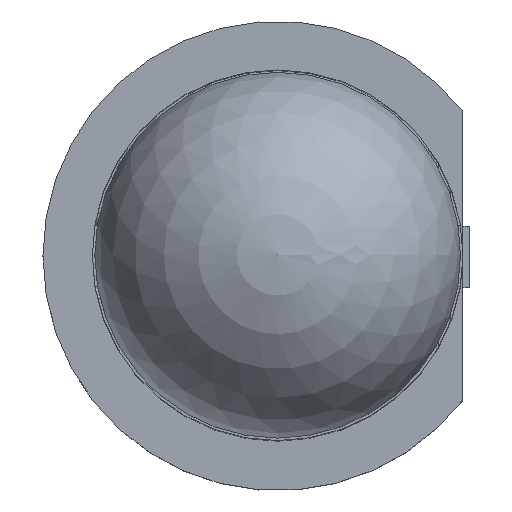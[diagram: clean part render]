
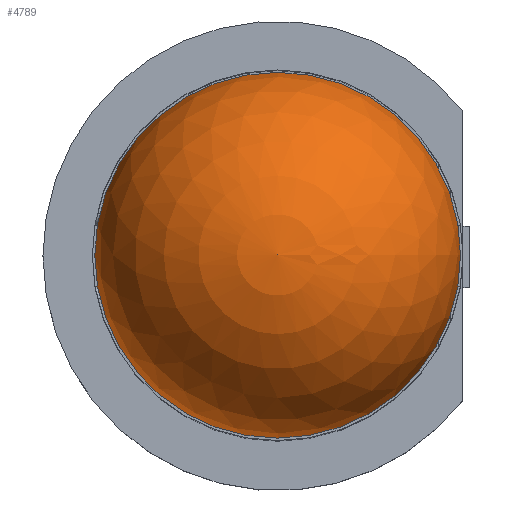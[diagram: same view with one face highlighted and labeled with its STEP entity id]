
A CAD part, top view. The second image highlights one B-rep face of the part: STEP entity #4789.
In plain terms, the highlighted spherical face has radius 1.5 mm.
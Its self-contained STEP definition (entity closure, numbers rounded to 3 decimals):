
#4789 = ADVANCED_FACE('',(#4790),#4805,.T.);
#4790 = FACE_BOUND('',#4791,.T.);
#4791 = EDGE_LOOP('',(#4792,#4823,#4850));
#4792 = ORIENTED_EDGE('',*,*,#4793,.F.);
#4793 = EDGE_CURVE('',#4794,#4796,#4798,.T.);
#4794 = VERTEX_POINT('',#4795);
#4795 = CARTESIAN_POINT('',(1.5,0.,0.));
#4796 = VERTEX_POINT('',#4797);
#4797 = CARTESIAN_POINT('',(0.,0.,1.5)
  );
#4798 = SEAM_CURVE('',#4799,(#4804,#4816),.PCURVE_S1.);
#4799 = CIRCLE('',#4800,1.5);
#4800 = AXIS2_PLACEMENT_3D('',#4801,#4802,#4803);
#4801 = CARTESIAN_POINT('',(0.,0.,0.));
#4802 = DIRECTION('',(0.,-1.,0.));
#4803 = DIRECTION('',(1.,0.,0.));
#4804 = PCURVE('',#4805,#4810);
#4805 = SPHERICAL_SURFACE('',#4806,1.5);
#4806 = AXIS2_PLACEMENT_3D('',#4807,#4808,#4809);
#4807 = CARTESIAN_POINT('',(0.,0.,0.));
#4808 = DIRECTION('',(0.,0.,1.));
#4809 = DIRECTION('',(1.,0.,-0.));
#4810 = DEFINITIONAL_REPRESENTATION('',(#4811),#4815);
#4811 = LINE('',#4812,#4813);
#4812 = CARTESIAN_POINT('',(0.,0.));
#4813 = VECTOR('',#4814,1.);
#4814 = DIRECTION('',(0.,1.));
#4815 = ( GEOMETRIC_REPRESENTATION_CONTEXT(2) 
PARAMETRIC_REPRESENTATION_CONTEXT() REPRESENTATION_CONTEXT('2D SPACE',''
  ) );
#4816 = PCURVE('',#4805,#4817);
#4817 = DEFINITIONAL_REPRESENTATION('',(#4818),#4822);
#4818 = LINE('',#4819,#4820);
#4819 = CARTESIAN_POINT('',(6.283,0.));
#4820 = VECTOR('',#4821,1.);
#4821 = DIRECTION('',(0.,1.));
#4822 = ( GEOMETRIC_REPRESENTATION_CONTEXT(2) 
PARAMETRIC_REPRESENTATION_CONTEXT() REPRESENTATION_CONTEXT('2D SPACE',''
  ) );
#4823 = ORIENTED_EDGE('',*,*,#4824,.T.);
#4824 = EDGE_CURVE('',#4794,#4794,#4825,.T.);
#4825 = SURFACE_CURVE('',#4826,(#4831,#4838),.PCURVE_S1.);
#4826 = CIRCLE('',#4827,1.5);
#4827 = AXIS2_PLACEMENT_3D('',#4828,#4829,#4830);
#4828 = CARTESIAN_POINT('',(0.,0.,0.));
#4829 = DIRECTION('',(0.,0.,1.));
#4830 = DIRECTION('',(1.,0.,-0.));
#4831 = PCURVE('',#4805,#4832);
#4832 = DEFINITIONAL_REPRESENTATION('',(#4833),#4837);
#4833 = LINE('',#4834,#4835);
#4834 = CARTESIAN_POINT('',(0.,0.));
#4835 = VECTOR('',#4836,1.);
#4836 = DIRECTION('',(1.,0.));
#4837 = ( GEOMETRIC_REPRESENTATION_CONTEXT(2) 
PARAMETRIC_REPRESENTATION_CONTEXT() REPRESENTATION_CONTEXT('2D SPACE',''
  ) );
#4838 = PCURVE('',#4839,#4844);
#4839 = PLANE('',#4840);
#4840 = AXIS2_PLACEMENT_3D('',#4841,#4842,#4843);
#4841 = CARTESIAN_POINT('',(0.,0.,0.));
#4842 = DIRECTION('',(0.,0.,1.));
#4843 = DIRECTION('',(1.,0.,-0.));
#4844 = DEFINITIONAL_REPRESENTATION('',(#4845),#4849);
#4845 = CIRCLE('',#4846,1.5);
#4846 = AXIS2_PLACEMENT_2D('',#4847,#4848);
#4847 = CARTESIAN_POINT('',(0.,0.));
#4848 = DIRECTION('',(1.,0.));
#4849 = ( GEOMETRIC_REPRESENTATION_CONTEXT(2) 
PARAMETRIC_REPRESENTATION_CONTEXT() REPRESENTATION_CONTEXT('2D SPACE',''
  ) );
#4850 = ORIENTED_EDGE('',*,*,#4793,.T.);
